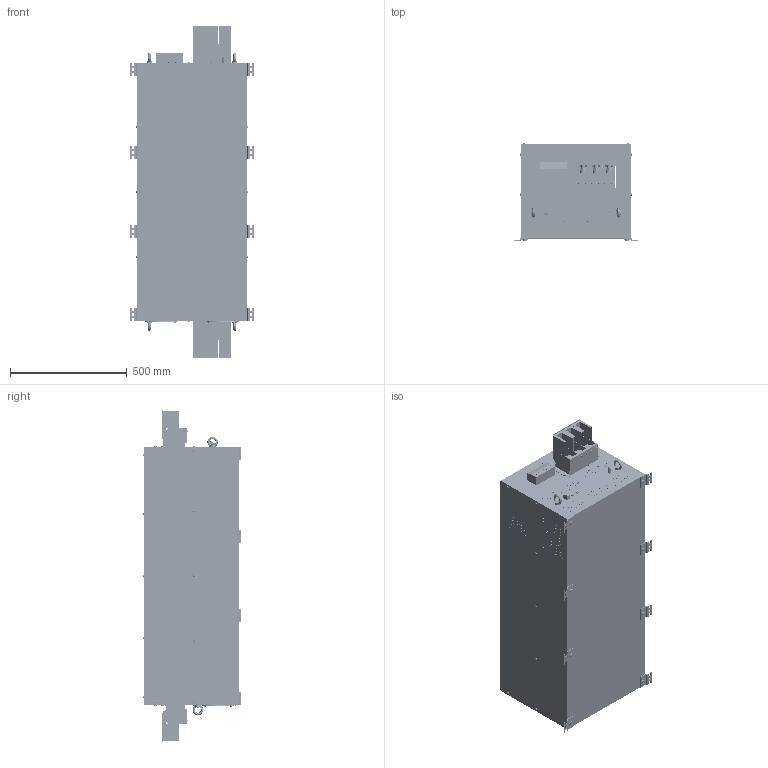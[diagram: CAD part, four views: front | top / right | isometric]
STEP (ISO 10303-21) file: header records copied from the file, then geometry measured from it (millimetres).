
FILE_DESCRIPTION (( 'STEP AP214' ), '1' );
FILE_NAME ('479766.STEP', '2022-06-14T08:47:41', ( '' ), ( '' ), 'SwSTEP 2.0', 'SolidWorks 2018', '' );
FILE_SCHEMA (( 'AUTOMOTIVE_DESIGN' ));
Products named in the file (1): 479766
Bounding box: 527.5 x 418.74 x 1419 mm (x, y, z)
Volume: 8872616.9 mm3; surface area: 5498755.4 mm2
Topology: 1 solids, 43 shells, 8112 faces, 18210 edges, 11858 vertices
Faces by surface type: cylinder 4137, plane 3238, torus 477, cone 216, sphere 28, bspline 16
Entity records: 238986 total; most frequent: CARTESIAN_POINT 47985, DIRECTION 43803, ORIENTED_EDGE 36420, EDGE_CURVE 18210, AXIS2_PLACEMENT_3D 18036, VERTEX_POINT 11858, EDGE_LOOP 10234, CIRCLE 9939
